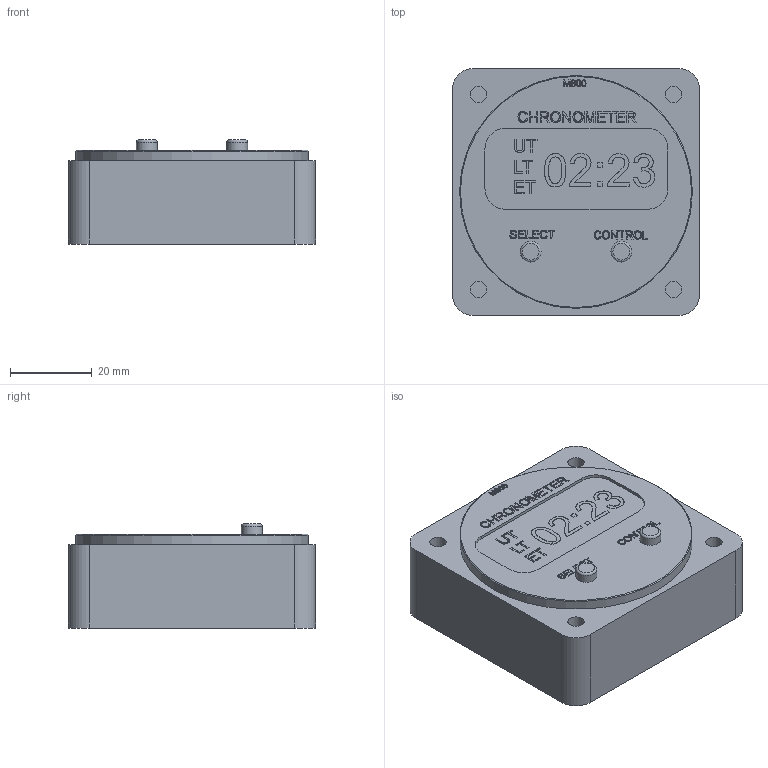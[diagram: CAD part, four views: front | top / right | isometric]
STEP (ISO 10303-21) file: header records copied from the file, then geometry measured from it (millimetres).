
FILE_DESCRIPTION(/* description */ (''),/* implementation_level */ '2;1');
FILE_NAME(/* name */ 'Davtron M800 Chronometer.step',/* time_stamp */ '2017-03-05T12:12:25-08:00',/* author */ (''),/* organization */ (''),/* preprocessor_version */ 'ST-DEVELOPER v16.5',/* originating_system */ 'Autodesk Translation Framework v5.2.0.2920',/* authorisation */ '');
FILE_SCHEMA (('AUTOMOTIVE_DESIGN { 1 0 10303 214 3 1 1 }'));
Length unit declared in the file: inch
Products named in the file (1): Davtron M800 Chronometer v5
Bounding box: 60.33 x 60.33 x 25.4 mm (x, y, z)
Volume: 78888.3 mm3; surface area: 13092.5 mm2
Topology: 1 solids, 1 shells, 730 faces, 2001 edges, 1333 vertices
Faces by surface type: bspline 392, plane 320, cylinder 15, torus 2, cone 1
Full cylindrical faces by diameter (mm): 3.962 x4, 5.08 x2, 56.845 x1
Entity records: 26597 total; most frequent: CARTESIAN_POINT 10719, ORIENTED_EDGE 3982, EDGE_CURVE 1991, DIRECTION 1918, VERTEX_POINT 1333, LINE 1174, VECTOR 1174, EDGE_LOOP 800
